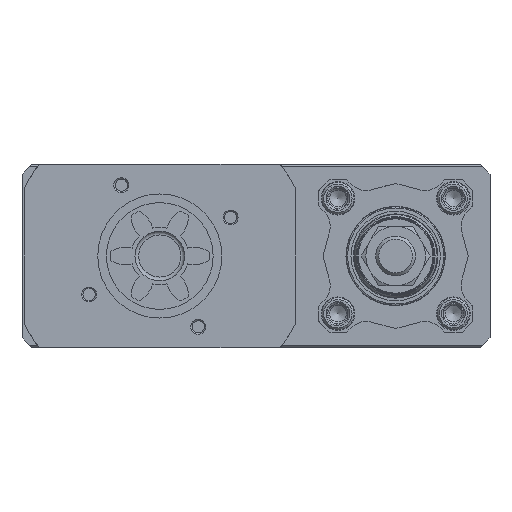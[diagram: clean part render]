
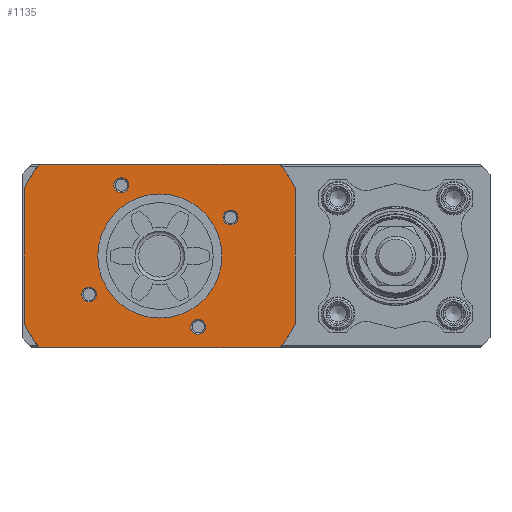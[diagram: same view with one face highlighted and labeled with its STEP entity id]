
A CAD part, left-side view. The second image highlights one B-rep face of the part: STEP entity #1135.
In plain terms, the highlighted face is planar.
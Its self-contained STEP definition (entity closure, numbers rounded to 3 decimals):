
#1135 = ADVANCED_FACE( '', ( #2463, #2464, #2465, #2466, #2467, #2468 ), #2469, .T. );
#2463 = FACE_BOUND( '', #4050, .T. );
#2464 = FACE_BOUND( '', #4051, .T. );
#2465 = FACE_BOUND( '', #4052, .T. );
#2466 = FACE_BOUND( '', #4053, .T. );
#2467 = FACE_BOUND( '', #4054, .T. );
#2468 = FACE_OUTER_BOUND( '', #4055, .T. );
#2469 = PLANE( '', #4056 );
#4050 = EDGE_LOOP( '', ( #6821 ) );
#4051 = EDGE_LOOP( '', ( #6822 ) );
#4052 = EDGE_LOOP( '', ( #6823 ) );
#4053 = EDGE_LOOP( '', ( #6824 ) );
#4054 = EDGE_LOOP( '', ( #6825 ) );
#4055 = EDGE_LOOP( '', ( #6826, #6827, #6828, #6829, #6830, #6831, #6832, #6833 ) );
#4056 = AXIS2_PLACEMENT_3D( '', #6834, #6835, #6836 );
#6821 = ORIENTED_EDGE( '', *, *, #9385, .T. );
#6822 = ORIENTED_EDGE( '', *, *, #9701, .T. );
#6823 = ORIENTED_EDGE( '', *, *, #9702, .T. );
#6824 = ORIENTED_EDGE( '', *, *, #9401, .T. );
#6825 = ORIENTED_EDGE( '', *, *, #9703, .F. );
#6826 = ORIENTED_EDGE( '', *, *, #9704, .F. );
#6827 = ORIENTED_EDGE( '', *, *, #9705, .T. );
#6828 = ORIENTED_EDGE( '', *, *, #9419, .F. );
#6829 = ORIENTED_EDGE( '', *, *, #9559, .T. );
#6830 = ORIENTED_EDGE( '', *, *, #9706, .F. );
#6831 = ORIENTED_EDGE( '', *, *, #9522, .T. );
#6832 = ORIENTED_EDGE( '', *, *, #9707, .F. );
#6833 = ORIENTED_EDGE( '', *, *, #9359, .T. );
#6834 = CARTESIAN_POINT( '', ( 0., 95., 13. ) );
#6835 = DIRECTION( '', ( 0., 0., 1. ) );
#6836 = DIRECTION( '', ( 1., 0., 0. ) );
#9359 = EDGE_CURVE( '', #11294, #11292, #11295, .T. );
#9385 = EDGE_CURVE( '', #11332, #11332, #11333, .T. );
#9401 = EDGE_CURVE( '', #11352, #11352, #11353, .T. );
#9419 = EDGE_CURVE( '', #11378, #11379, #11380, .T. );
#9522 = EDGE_CURVE( '', #11522, #11520, #11523, .T. );
#9559 = EDGE_CURVE( '', #11378, #11573, #11575, .T. );
#9701 = EDGE_CURVE( '', #11782, #11782, #11783, .T. );
#9702 = EDGE_CURVE( '', #11784, #11784, #11785, .T. );
#9703 = EDGE_CURVE( '', #11786, #11786, #11787, .T. );
#9704 = EDGE_CURVE( '', #11788, #11292, #11789, .T. );
#9705 = EDGE_CURVE( '', #11788, #11379, #11790, .T. );
#9706 = EDGE_CURVE( '', #11522, #11573, #11791, .T. );
#9707 = EDGE_CURVE( '', #11294, #11520, #11792, .T. );
#11292 = VERTEX_POINT( '', #13881 );
#11294 = VERTEX_POINT( '', #13884 );
#11295 = CIRCLE( '', #13885, 61. );
#11332 = VERTEX_POINT( '', #13929 );
#11333 = CIRCLE( '', #13930, 3. );
#11352 = VERTEX_POINT( '', #13959 );
#11353 = CIRCLE( '', #13960, 3. );
#11378 = VERTEX_POINT( '', #13992 );
#11379 = VERTEX_POINT( '', #13993 );
#11380 = LINE( '', #13994, #13995 );
#11520 = VERTEX_POINT( '', #14171 );
#11522 = VERTEX_POINT( '', #14174 );
#11523 = CIRCLE( '', #14175, 61. );
#11573 = VERTEX_POINT( '', #14237 );
#11575 = CIRCLE( '', #14240, 61. );
#11782 = VERTEX_POINT( '', #14516 );
#11783 = CIRCLE( '', #14517, 3. );
#11784 = VERTEX_POINT( '', #14518 );
#11785 = CIRCLE( '', #14519, 3. );
#11786 = VERTEX_POINT( '', #14520 );
#11787 = CIRCLE( '', #14521, 25. );
#11788 = VERTEX_POINT( '', #14522 );
#11789 = LINE( '', #14523, #14524 );
#11790 = CIRCLE( '', #14525, 61. );
#11791 = LINE( '', #14526, #14527 );
#11792 = LINE( '', #14528, #14529 );
#13881 = CARTESIAN_POINT( '', ( -37., 143.497, 13. ) );
#13884 = CARTESIAN_POINT( '', ( -27.4, 149.5, 13. ) );
#13885 = AXIS2_PLACEMENT_3D( '', #16209, #16210, #16211 );
#13929 = CARTESIAN_POINT( '', ( 12.5, 66.5, 13. ) );
#13930 = AXIS2_PLACEMENT_3D( '', #16246, #16247, #16248 );
#13959 = CARTESIAN_POINT( '', ( 25.5, 110.5, 13. ) );
#13960 = AXIS2_PLACEMENT_3D( '', #16263, #16264, #16265 );
#13992 = CARTESIAN_POINT( '', ( 27.4, 40.5, 13. ) );
#13993 = CARTESIAN_POINT( '', ( -27.4, 40.5, 13. ) );
#13994 = CARTESIAN_POINT( '', ( 0., 40.5, 13. ) );
#13995 = VECTOR( '', #16285, 1000. );
#14171 = CARTESIAN_POINT( '', ( 27.4, 149.5, 13. ) );
#14174 = CARTESIAN_POINT( '', ( 37., 143.497, 13. ) );
#14175 = AXIS2_PLACEMENT_3D( '', #16407, #16408, #16409 );
#14237 = CARTESIAN_POINT( '', ( 37., 46.503, 13. ) );
#14240 = AXIS2_PLACEMENT_3D( '', #16453, #16454, #16455 );
#14516 = CARTESIAN_POINT( '', ( -31.5, 79.5, 13. ) );
#14517 = AXIS2_PLACEMENT_3D( '', #16646, #16647, #16648 );
#14518 = CARTESIAN_POINT( '', ( -18.5, 123.5, 13. ) );
#14519 = AXIS2_PLACEMENT_3D( '', #16649, #16650, #16651 );
#14520 = CARTESIAN_POINT( '', ( 25., 95., 13. ) );
#14521 = AXIS2_PLACEMENT_3D( '', #16652, #16653, #16654 );
#14522 = CARTESIAN_POINT( '', ( -37., 46.503, 13. ) );
#14523 = CARTESIAN_POINT( '', ( -37., 95., 13. ) );
#14524 = VECTOR( '', #16655, 1000. );
#14525 = AXIS2_PLACEMENT_3D( '', #16656, #16657, #16658 );
#14526 = CARTESIAN_POINT( '', ( 37., 95., 13. ) );
#14527 = VECTOR( '', #16659, 1000. );
#14528 = CARTESIAN_POINT( '', ( 0., 149.5, 13. ) );
#14529 = VECTOR( '', #16660, 1000. );
#16209 = CARTESIAN_POINT( '', ( 0., 95., 13. ) );
#16210 = DIRECTION( '', ( 0., 0., 1. ) );
#16211 = DIRECTION( '', ( 1., 0., 0. ) );
#16246 = CARTESIAN_POINT( '', ( 15.5, 66.5, 13. ) );
#16247 = DIRECTION( '', ( 0., 0., -1. ) );
#16248 = DIRECTION( '', ( -1., 0., 0. ) );
#16263 = CARTESIAN_POINT( '', ( 28.5, 110.5, 13. ) );
#16264 = DIRECTION( '', ( 0., 0., -1. ) );
#16265 = DIRECTION( '', ( -1., 0., 0. ) );
#16285 = DIRECTION( '', ( -1., 0., 0. ) );
#16407 = CARTESIAN_POINT( '', ( 0., 95., 13. ) );
#16408 = DIRECTION( '', ( 0., 0., 1. ) );
#16409 = DIRECTION( '', ( 1., 0., 0. ) );
#16453 = CARTESIAN_POINT( '', ( 0., 95., 13. ) );
#16454 = DIRECTION( '', ( 0., 0., 1. ) );
#16455 = DIRECTION( '', ( 1., 0., 0. ) );
#16646 = CARTESIAN_POINT( '', ( -28.5, 79.5, 13. ) );
#16647 = DIRECTION( '', ( 0., 0., -1. ) );
#16648 = DIRECTION( '', ( -1., 0., 0. ) );
#16649 = CARTESIAN_POINT( '', ( -15.5, 123.5, 13. ) );
#16650 = DIRECTION( '', ( 0., 0., -1. ) );
#16651 = DIRECTION( '', ( -1., 0., 0. ) );
#16652 = CARTESIAN_POINT( '', ( 0., 95., 13. ) );
#16653 = DIRECTION( '', ( 0., 0., 1. ) );
#16654 = DIRECTION( '', ( 1., 0., 0. ) );
#16655 = DIRECTION( '', ( 0., 1., 0. ) );
#16656 = CARTESIAN_POINT( '', ( 0., 95., 13. ) );
#16657 = DIRECTION( '', ( 0., 0., 1. ) );
#16658 = DIRECTION( '', ( 1., 0., 0. ) );
#16659 = DIRECTION( '', ( 0., -1., 0. ) );
#16660 = DIRECTION( '', ( 1., 0., 0. ) );
